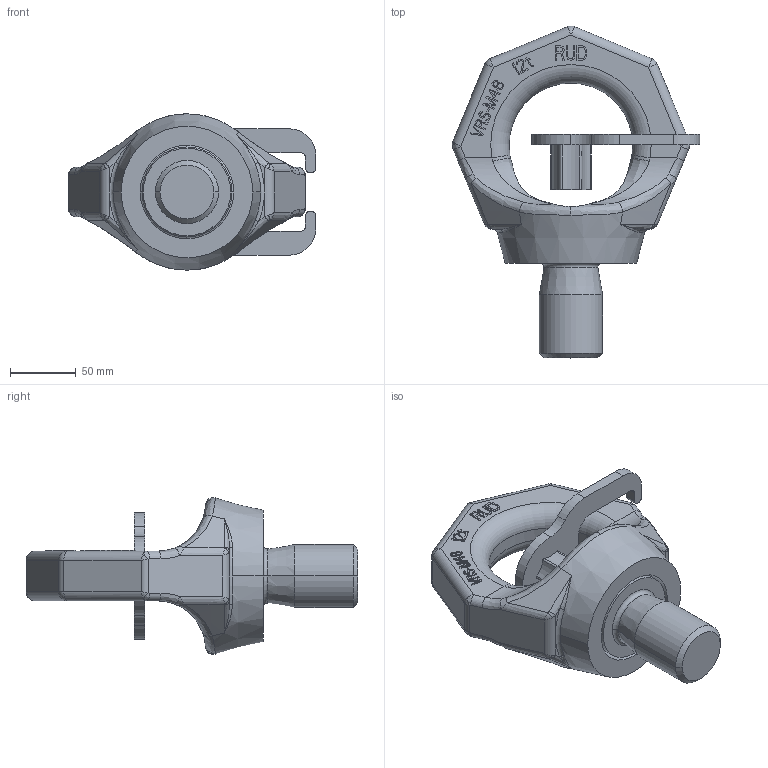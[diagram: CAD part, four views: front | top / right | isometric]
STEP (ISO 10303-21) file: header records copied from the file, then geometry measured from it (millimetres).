
FILE_DESCRIPTION((''),'2;1');
FILE_NAME('001-M12182-P-5_ASM','2015-10-02T',('Andreas.Wendler'),(''),'PRO/ENGINEER BY PARAMETRIC TECHNOLOGY CORPORATION, 2010140','PRO/ENGINEER BY PARAMETRIC TECHNOLOGY CORPORATION, 2010140','');
FILE_SCHEMA(('CONFIG_CONTROL_DESIGN'));
Length unit declared in the file: millimetre
Products named in the file (5): 001-M12182-P-1; 001-M12182-P-2; 001-M12182-P-3_ASM; 001-M12182-P-4; 001-M12182-P-5_ASM
Assembly tree (4 placements, depth 3):
  001-M12182-P-5_ASM
    001-M12182-P-3_ASM
      001-M12182-P-1
      001-M12182-P-2
    001-M12182-P-4
Bounding box: 188.34 x 252.32 x 119.06 mm (x, y, z)
Volume: 1010799.4 mm3; surface area: 132004.4 mm2
Topology: 3 solids, 3 shells, 518 faces, 1385 edges, 892 vertices
Faces by surface type: plane 370, cylinder 63, bspline 57, cone 12, torus 10, sphere 6
Entity records: 18684 total; most frequent: CARTESIAN_POINT 5988, ORIENTED_EDGE 2770, DIRECTION 2362, EDGE_CURVE 1385, VECTOR 1090, LINE 1090, VERTEX_POINT 892, AXIS2_PLACEMENT_3D 636
